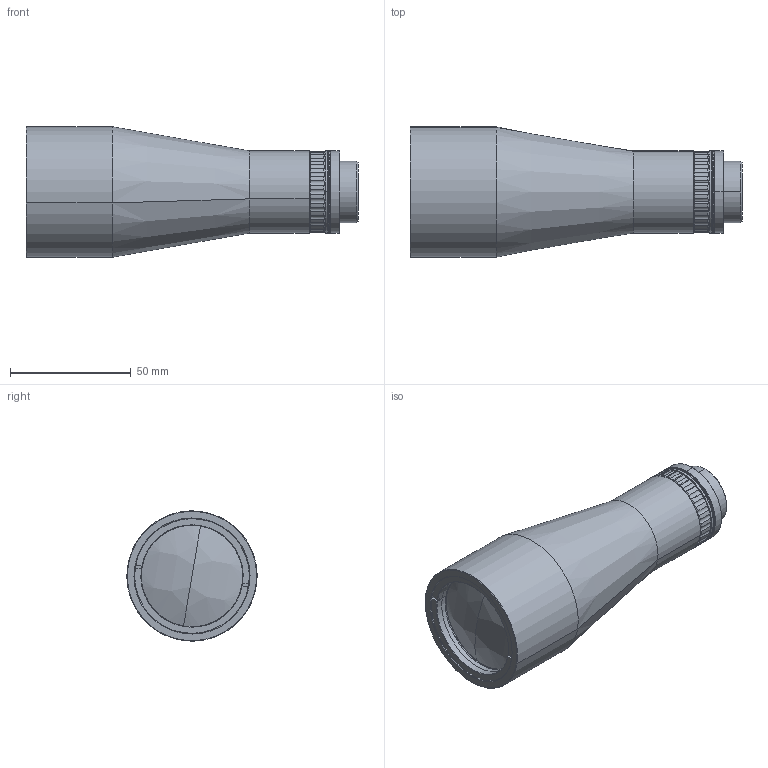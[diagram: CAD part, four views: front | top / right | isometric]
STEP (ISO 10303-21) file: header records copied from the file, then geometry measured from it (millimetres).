
FILE_DESCRIPTION (( 'STEP AP214' ), '1' );
FILE_NAME ('TTL06-35-60C.STEP', '2023-05-12T02:18:26', ( '' ), ( '' ), 'SwSTEP 2.0', 'SolidWorks 2022', '' );
FILE_SCHEMA (( 'AUTOMOTIVE_DESIGN' ));
Length unit declared in the file: millimetre
Products named in the file (1): TTL06-35-60C
Bounding box: 137.48 x 54 x 54 mm (x, y, z)
Volume: 118026.9 mm3; surface area: 52476.7 mm2
Topology: 22 solids, 22 shells, 391 faces, 887 edges, 561 vertices
Faces by surface type: cylinder 195, plane 81, cone 79, bspline 36
Entity records: 17040 total; most frequent: CARTESIAN_POINT 3609, DIRECTION 1954, ORIENTED_EDGE 1774, EDGE_CURVE 887, AXIS2_PLACEMENT_3D 820, VERTEX_POINT 561, CIRCLE 464, EDGE_LOOP 448
